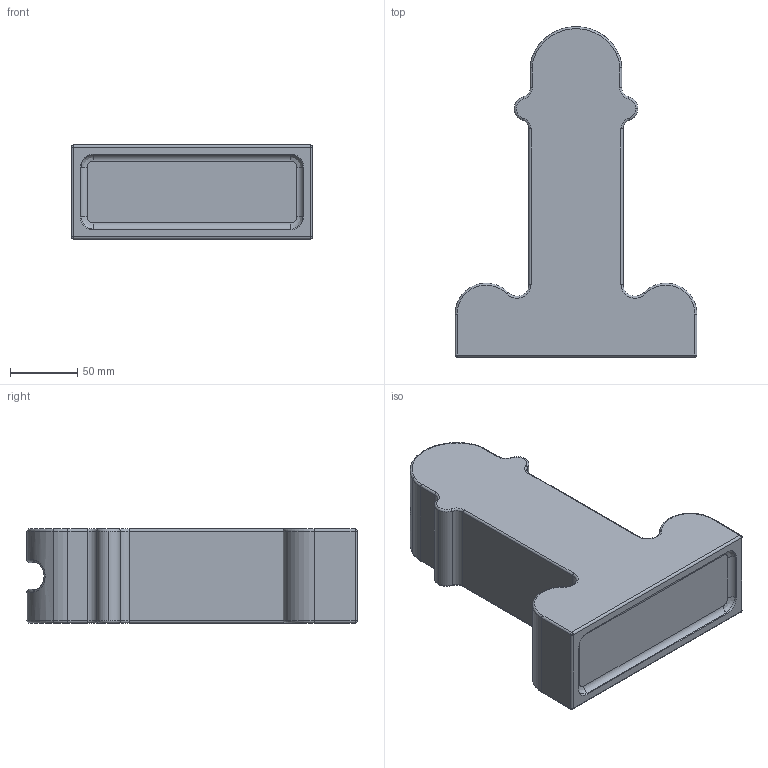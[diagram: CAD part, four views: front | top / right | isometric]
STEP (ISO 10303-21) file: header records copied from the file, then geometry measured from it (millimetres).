
FILE_DESCRIPTION (( 'STEP AP203' ), '1' );
FILE_NAME ('SHIVA.STEP', '2021-10-27T11:08:25', ( '' ), ( '' ), 'SwSTEP 2.0', 'SolidWorks 2021', '' );
FILE_SCHEMA (( 'CONFIG_CONTROL_DESIGN' ));
Length unit declared in the file: millimetre
Products named in the file (1): SHIVA
Bounding box: 180 x 245.89 x 70 mm (x, y, z)
Volume: 383017.9 mm3; surface area: 189600.7 mm2
Topology: 1 solids, 1 shells, 200 faces, 467 edges, 264 vertices
Faces by surface type: cylinder 77, torus 60, bspline 28, plane 27, sphere 8
Entity records: 7260 total; most frequent: CARTESIAN_POINT 2716, DIRECTION 1021, ORIENTED_EDGE 918, EDGE_CURVE 459, AXIS2_PLACEMENT_3D 441, CIRCLE 268, VERTEX_POINT 264, EDGE_LOOP 203
